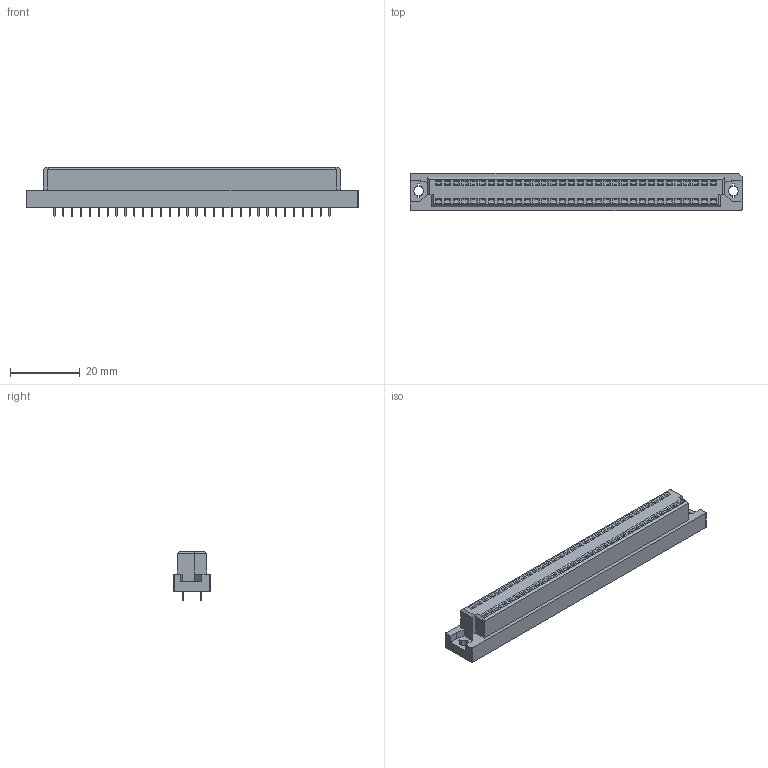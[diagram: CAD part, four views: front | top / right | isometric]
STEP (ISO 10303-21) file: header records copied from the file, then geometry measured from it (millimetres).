
FILE_DESCRIPTION(('STEP AP214'),'1');
FILE_NAME('din_41612_female_c-64act2_5-2.stp','2020-04-09T08:16:19',('TraceParts'),('TraceParts S.A.'),'Spatial InterOp 3D',' ',' ');
FILE_SCHEMA(('AUTOMOTIVE_DESIGN { 1 0 10303 214 1 1 1 1 }'));
Length unit declared in the file: millimetre
Products named in the file (1): din_41612_female_c-64act2_5-2
Bounding box: 95 x 10.6 x 14.1 mm (x, y, z)
Volume: 9188.4 mm3; surface area: 6134.2 mm2
Topology: 1 solids, 1 shells, 1210 faces, 2980 edges, 1900 vertices
Faces by surface type: plane 1197, cylinder 13
Entity records: 44334 total; most frequent: CARTESIAN_POINT 6091, ORIENTED_EDGE 5960, DIRECTION 5428, EDGE_CURVE 2980, LINE 2954, VECTOR 2954, VERTEX_POINT 1900, EDGE_LOOP 1342
